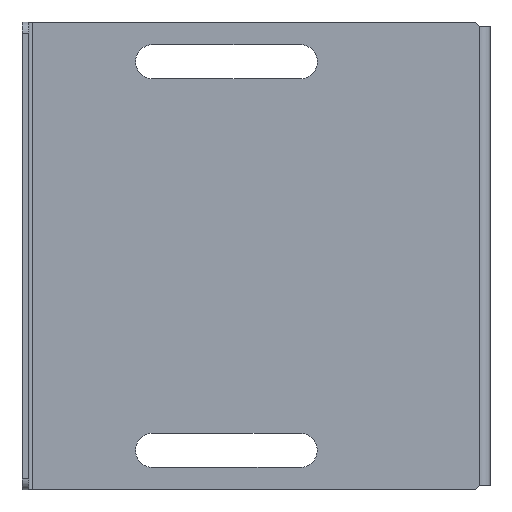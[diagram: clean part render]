
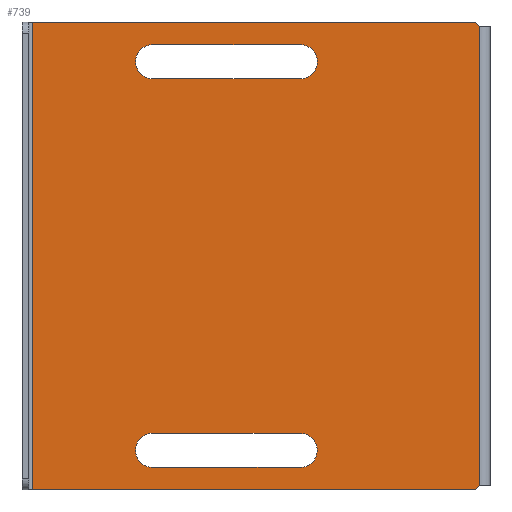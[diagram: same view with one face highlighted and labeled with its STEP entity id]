
A CAD part, left-side view. The second image highlights one B-rep face of the part: STEP entity #739.
In plain terms, the highlighted planar face has unit normal (-1, 0, 0).
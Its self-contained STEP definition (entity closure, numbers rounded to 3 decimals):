
#29=FACE_BOUND('',#137,.T.);
#30=FACE_BOUND('',#138,.T.);
#50=PLANE('',#830);
#87=FACE_OUTER_BOUND('',#136,.T.);
#136=EDGE_LOOP('',(#658,#659,#660,#661,#662,#663));
#137=EDGE_LOOP('',(#664,#665,#666,#667));
#138=EDGE_LOOP('',(#668,#669,#670,#671));
#150=LINE('',#1072,#213);
#158=LINE('',#1104,#221);
#182=LINE('',#1187,#245);
#184=LINE('',#1195,#247);
#189=LINE('',#1205,#252);
#192=LINE('',#1219,#255);
#199=LINE('',#1239,#262);
#203=LINE('',#1247,#266);
#204=LINE('',#1252,#267);
#205=LINE('',#1255,#268);
#213=VECTOR('',#850,10.);
#221=VECTOR('',#880,10.);
#245=VECTOR('',#962,10.);
#247=VECTOR('',#972,10.);
#252=VECTOR('',#979,10.);
#255=VECTOR('',#996,10.);
#262=VECTOR('',#1021,10.);
#266=VECTOR('',#1029,10.);
#267=VECTOR('',#1038,10.);
#268=VECTOR('',#1043,10.);
#298=CIRCLE('',#799,7.5);
#300=CIRCLE('',#803,7.5);
#302=CIRCLE('',#808,7.5);
#304=CIRCLE('',#811,7.5);
#316=VERTEX_POINT('',#1069);
#317=VERTEX_POINT('',#1071);
#329=VERTEX_POINT('',#1101);
#330=VERTEX_POINT('',#1103);
#351=VERTEX_POINT('',#1154);
#357=VERTEX_POINT('',#1177);
#358=VERTEX_POINT('',#1179);
#360=VERTEX_POINT('',#1185);
#362=VERTEX_POINT('',#1191);
#364=VERTEX_POINT('',#1199);
#366=VERTEX_POINT('',#1203);
#368=VERTEX_POINT('',#1209);
#370=VERTEX_POINT('',#1215);
#376=VERTEX_POINT('',#1246);
#385=EDGE_CURVE('',#317,#316,#150,.T.);
#401=EDGE_CURVE('',#329,#330,#158,.T.);
#438=EDGE_CURVE('',#357,#358,#298,.T.);
#442=EDGE_CURVE('',#357,#360,#182,.T.);
#445=EDGE_CURVE('',#362,#360,#300,.T.);
#446=EDGE_CURVE('',#362,#358,#184,.T.);
#451=EDGE_CURVE('',#364,#366,#189,.T.);
#453=EDGE_CURVE('',#364,#368,#302,.T.);
#457=EDGE_CURVE('',#370,#366,#304,.T.);
#458=EDGE_CURVE('',#370,#368,#192,.T.);
#469=EDGE_CURVE('',#330,#351,#199,.T.);
#473=EDGE_CURVE('',#376,#316,#203,.T.);
#476=EDGE_CURVE('',#351,#376,#204,.T.);
#477=EDGE_CURVE('',#317,#329,#205,.T.);
#658=ORIENTED_EDGE('',*,*,#469,.F.);
#659=ORIENTED_EDGE('',*,*,#401,.F.);
#660=ORIENTED_EDGE('',*,*,#477,.F.);
#661=ORIENTED_EDGE('',*,*,#385,.T.);
#662=ORIENTED_EDGE('',*,*,#473,.F.);
#663=ORIENTED_EDGE('',*,*,#476,.F.);
#664=ORIENTED_EDGE('',*,*,#442,.T.);
#665=ORIENTED_EDGE('',*,*,#445,.F.);
#666=ORIENTED_EDGE('',*,*,#446,.T.);
#667=ORIENTED_EDGE('',*,*,#438,.F.);
#668=ORIENTED_EDGE('',*,*,#458,.T.);
#669=ORIENTED_EDGE('',*,*,#453,.F.);
#670=ORIENTED_EDGE('',*,*,#451,.T.);
#671=ORIENTED_EDGE('',*,*,#457,.F.);
#739=ADVANCED_FACE('',(#87,#29,#30),#50,.T.);
#799=AXIS2_PLACEMENT_3D('',#1180,#955,#956);
#803=AXIS2_PLACEMENT_3D('',#1193,#968,#969);
#808=AXIS2_PLACEMENT_3D('',#1210,#984,#985);
#811=AXIS2_PLACEMENT_3D('',#1217,#992,#993);
#830=AXIS2_PLACEMENT_3D('',#1257,#1045,#1046);
#850=DIRECTION('',(0.,-1.,0.));
#880=DIRECTION('',(0.,-1.,0.));
#955=DIRECTION('center_axis',(-1.,0.,0.));
#956=DIRECTION('ref_axis',(0.,0.707,0.707));
#962=DIRECTION('',(0.,-1.,0.));
#968=DIRECTION('center_axis',(-1.,0.,0.));
#969=DIRECTION('ref_axis',(0.,-0.707,-0.707));
#972=DIRECTION('',(0.,1.,0.));
#979=DIRECTION('',(0.,1.,0.001));
#984=DIRECTION('center_axis',(-1.,0.,0.));
#985=DIRECTION('ref_axis',(0.,-0.707,-0.707));
#992=DIRECTION('center_axis',(-1.,0.,0.));
#993=DIRECTION('ref_axis',(0.,0.707,0.707));
#996=DIRECTION('',(0.,-1.,-0.001));
#1021=DIRECTION('',(0.,-0.707,-0.707));
#1029=DIRECTION('',(0.,0.707,-0.707));
#1038=DIRECTION('',(0.,0.,-1.));
#1043=DIRECTION('',(0.,0.,1.));
#1045=DIRECTION('center_axis',(-1.,0.,0.));
#1046=DIRECTION('ref_axis',(0.,-1.,0.));
#1069=CARTESIAN_POINT('',(-88.,4.9,0.));
#1071=CARTESIAN_POINT('',(-88.,200.,0.));
#1072=CARTESIAN_POINT('',(-88.,204.5,0.));
#1101=CARTESIAN_POINT('',(-88.,200.,206.));
#1103=CARTESIAN_POINT('',(-88.,5.,206.));
#1104=CARTESIAN_POINT('',(-88.,204.5,206.));
#1154=CARTESIAN_POINT('',(-88.,3.,204.));
#1177=CARTESIAN_POINT('',(-88.,147.,196.));
#1179=CARTESIAN_POINT('',(-88.,147.,181.));
#1180=CARTESIAN_POINT('Origin',(-88.,147.,188.5));
#1185=CARTESIAN_POINT('',(-88.,82.,196.));
#1187=CARTESIAN_POINT('',(-88.,138.,196.));
#1191=CARTESIAN_POINT('',(-88.,82.,181.));
#1193=CARTESIAN_POINT('Origin',(-88.,82.,188.5));
#1195=CARTESIAN_POINT('',(-88.,178.,181.));
#1199=CARTESIAN_POINT('',(-88.,82.047,9.94));
#1203=CARTESIAN_POINT('',(-88.,147.047,9.973));
#1205=CARTESIAN_POINT('',(-88.,178.021,9.989));
#1209=CARTESIAN_POINT('',(-88.,82.04,24.94));
#1210=CARTESIAN_POINT('Origin',(-88.,82.043,17.44));
#1215=CARTESIAN_POINT('',(-88.,147.04,24.973));
#1217=CARTESIAN_POINT('Origin',(-88.,147.043,17.473));
#1219=CARTESIAN_POINT('',(-88.,138.013,24.969));
#1239=CARTESIAN_POINT('',(-88.,2.125,203.125));
#1246=CARTESIAN_POINT('',(-88.,3.,1.9));
#1247=CARTESIAN_POINT('',(-88.,53.55,-48.65));
#1252=CARTESIAN_POINT('',(-88.,3.,0.));
#1255=CARTESIAN_POINT('',(-88.,200.,0.));
#1257=CARTESIAN_POINT('Origin',(-88.,201.5,0.));
